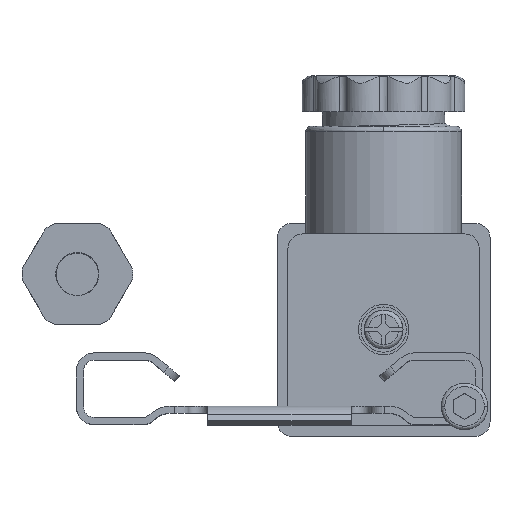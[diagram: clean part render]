
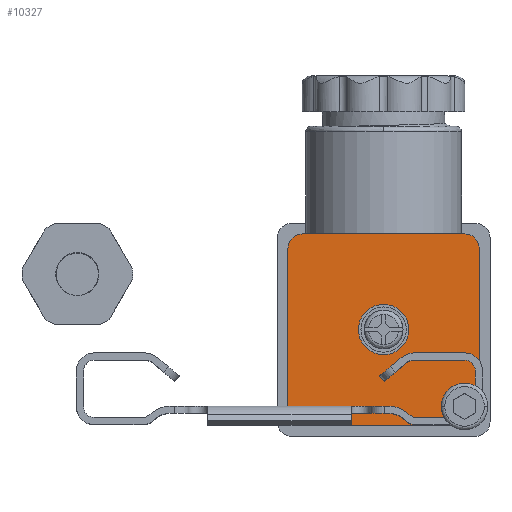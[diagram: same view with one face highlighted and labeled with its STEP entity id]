
A CAD part, top view. The second image highlights one B-rep face of the part: STEP entity #10327.
In plain terms, the highlighted planar face has unit normal (0, 0, 1).
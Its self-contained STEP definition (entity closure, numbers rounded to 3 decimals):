
#223 = EDGE_CURVE ( 'NONE', #31688, #27939, #21665, .T. ) ;
#287 = AXIS2_PLACEMENT_3D ( 'NONE', #21296, #11152, #32585 ) ;
#563 = AXIS2_PLACEMENT_3D ( 'NONE', #21994, #32273, #32602 ) ;
#813 = LINE ( 'NONE', #16166, #4105 ) ;
#1090 = DIRECTION ( 'NONE',  ( 0., -1., 0. ) ) ;
#1202 = CARTESIAN_POINT ( 'NONE',  ( 39.238, 13.3, -15.24 ) ) ;
#2174 = EDGE_CURVE ( 'NONE', #17787, #24153, #5326, .T. ) ;
#2710 = CARTESIAN_POINT ( 'NONE',  ( 54.038, 26.6, -15.24 ) ) ;
#2837 = DIRECTION ( 'NONE',  ( -1., 0., 0. ) ) ;
#2863 = VERTEX_POINT ( 'NONE', #23706 ) ;
#3095 = DIRECTION ( 'NONE',  ( 0., -1., 0. ) ) ;
#3576 = VECTOR ( 'NONE', #1090, 1000. ) ;
#3927 = EDGE_LOOP ( 'NONE', ( #32111, #17376, #11880, #10716, #28887, #12802, #18406, #14992 ) ) ;
#3974 = CARTESIAN_POINT ( 'NONE',  ( 56.038, 2., -15.24 ) ) ;
#4105 = VECTOR ( 'NONE', #2837, 1000. ) ;
#4326 = DIRECTION ( 'NONE',  ( 0., 0., -1. ) ) ;
#4482 = DIRECTION ( 'NONE',  ( -1., 0., 0. ) ) ;
#4502 = VERTEX_POINT ( 'NONE', #22751 ) ;
#5313 = EDGE_CURVE ( 'NONE', #26918, #31688, #5553, .T. ) ;
#5325 = CARTESIAN_POINT ( 'NONE',  ( 54.038, 2., -15.24 ) ) ;
#5326 = CIRCLE ( 'NONE', #22049, 2. ) ;
#5553 = LINE ( 'NONE', #29022, #26749 ) ;
#5888 = EDGE_CURVE ( 'NONE', #27172, #17787, #813, .T. ) ;
#7363 = CARTESIAN_POINT ( 'NONE',  ( 29.438, 26.6, -15.24 ) ) ;
#7656 = VERTEX_POINT ( 'NONE', #1202 ) ;
#9253 = DIRECTION ( 'NONE',  ( 0., 0., 1. ) ) ;
#9446 = CIRCLE ( 'NONE', #287, 2. ) ;
#9553 = PLANE ( 'NONE',  #9742 ) ;
#9742 = AXIS2_PLACEMENT_3D ( 'NONE', #7363, #4326, #27789 ) ;
#9788 = EDGE_CURVE ( 'NONE', #2863, #7656, #32908, .T. ) ;
#9873 = CARTESIAN_POINT ( 'NONE',  ( 42.738, 13.3, -15.24 ) ) ;
#10327 = ADVANCED_FACE ( 'NONE', ( #19851, #30657 ), #9553, .F. ) ;
#10716 = ORIENTED_EDGE ( 'NONE', *, *, #5313, .T. ) ;
#11152 = DIRECTION ( 'NONE',  ( 0., 0., 1. ) ) ;
#11880 = ORIENTED_EDGE ( 'NONE', *, *, #23413, .T. ) ;
#12802 = ORIENTED_EDGE ( 'NONE', *, *, #20410, .T. ) ;
#13224 = CARTESIAN_POINT ( 'NONE',  ( 31.438, 2., -15.24 ) ) ;
#13322 = CIRCLE ( 'NONE', #27362, 2. ) ;
#13918 = LINE ( 'NONE', #24230, #3576 ) ;
#14910 = AXIS2_PLACEMENT_3D ( 'NONE', #9873, #30491, #4482 ) ;
#14992 = ORIENTED_EDGE ( 'NONE', *, *, #5888, .T. ) ;
#15366 = VECTOR ( 'NONE', #20121, 1000. ) ;
#16166 = CARTESIAN_POINT ( 'NONE',  ( 42.738, 26.6, -15.24 ) ) ;
#16244 = AXIS2_PLACEMENT_3D ( 'NONE', #5325, #26584, #16281 ) ;
#16281 = DIRECTION ( 'NONE',  ( 0., -1., 0. ) ) ;
#16424 = CARTESIAN_POINT ( 'NONE',  ( 31.438, 0., -15.24 ) ) ;
#16585 = CIRCLE ( 'NONE', #14910, 3.5 ) ;
#17376 = ORIENTED_EDGE ( 'NONE', *, *, #22367, .T. ) ;
#17787 = VERTEX_POINT ( 'NONE', #32394 ) ;
#17917 = CARTESIAN_POINT ( 'NONE',  ( 56.038, 13.3, -15.24 ) ) ;
#18406 = ORIENTED_EDGE ( 'NONE', *, *, #20446, .T. ) ;
#18561 = CARTESIAN_POINT ( 'NONE',  ( 56.038, 24.6, -15.24 ) ) ;
#19851 = FACE_BOUND ( 'NONE', #32517, .T. ) ;
#20121 = DIRECTION ( 'NONE',  ( 0., 1., 0. ) ) ;
#20136 = CARTESIAN_POINT ( 'NONE',  ( 54.038, 0., -15.24 ) ) ;
#20410 = EDGE_CURVE ( 'NONE', #27939, #21141, #30267, .T. ) ;
#20421 = CARTESIAN_POINT ( 'NONE',  ( 29.438, 24.6, -15.24 ) ) ;
#20436 = ORIENTED_EDGE ( 'NONE', *, *, #9788, .F. ) ;
#20446 = EDGE_CURVE ( 'NONE', #21141, #27172, #9446, .T. ) ;
#21141 = VERTEX_POINT ( 'NONE', #18561 ) ;
#21190 = ORIENTED_EDGE ( 'NONE', *, *, #25204, .F. ) ;
#21296 = CARTESIAN_POINT ( 'NONE',  ( 54.038, 24.6, -15.24 ) ) ;
#21665 = CIRCLE ( 'NONE', #16244, 2. ) ;
#21760 = DIRECTION ( 'NONE',  ( 0., -1., 0. ) ) ;
#21994 = CARTESIAN_POINT ( 'NONE',  ( 42.738, 13.3, -15.24 ) ) ;
#22049 = AXIS2_PLACEMENT_3D ( 'NONE', #22261, #9253, #21760 ) ;
#22261 = CARTESIAN_POINT ( 'NONE',  ( 31.438, 24.6, -15.24 ) ) ;
#22367 = EDGE_CURVE ( 'NONE', #24153, #4502, #13918, .T. ) ;
#22751 = CARTESIAN_POINT ( 'NONE',  ( 29.438, 2., -15.24 ) ) ;
#23413 = EDGE_CURVE ( 'NONE', #4502, #26918, #13322, .T. ) ;
#23706 = CARTESIAN_POINT ( 'NONE',  ( 46.238, 13.3, -15.24 ) ) ;
#24153 = VERTEX_POINT ( 'NONE', #20421 ) ;
#24230 = CARTESIAN_POINT ( 'NONE',  ( 29.438, 13.3, -15.24 ) ) ;
#25204 = EDGE_CURVE ( 'NONE', #7656, #2863, #16585, .T. ) ;
#26061 = DIRECTION ( 'NONE',  ( 0., 0., 1. ) ) ;
#26584 = DIRECTION ( 'NONE',  ( 0., 0., 1. ) ) ;
#26749 = VECTOR ( 'NONE', #31371, 1000. ) ;
#26918 = VERTEX_POINT ( 'NONE', #16424 ) ;
#27172 = VERTEX_POINT ( 'NONE', #2710 ) ;
#27362 = AXIS2_PLACEMENT_3D ( 'NONE', #13224, #26061, #3095 ) ;
#27789 = DIRECTION ( 'NONE',  ( 0., 1., 0. ) ) ;
#27939 = VERTEX_POINT ( 'NONE', #3974 ) ;
#28887 = ORIENTED_EDGE ( 'NONE', *, *, #223, .T. ) ;
#29022 = CARTESIAN_POINT ( 'NONE',  ( 42.738, 0., -15.24 ) ) ;
#30267 = LINE ( 'NONE', #17917, #15366 ) ;
#30491 = DIRECTION ( 'NONE',  ( 0., 0., 1. ) ) ;
#30657 = FACE_OUTER_BOUND ( 'NONE', #3927, .T. ) ;
#31371 = DIRECTION ( 'NONE',  ( 1., 0., 0. ) ) ;
#31688 = VERTEX_POINT ( 'NONE', #20136 ) ;
#32111 = ORIENTED_EDGE ( 'NONE', *, *, #2174, .T. ) ;
#32273 = DIRECTION ( 'NONE',  ( 0., 0., 1. ) ) ;
#32394 = CARTESIAN_POINT ( 'NONE',  ( 31.438, 26.6, -15.24 ) ) ;
#32517 = EDGE_LOOP ( 'NONE', ( #21190, #20436 ) ) ;
#32585 = DIRECTION ( 'NONE',  ( 0., -1., 0. ) ) ;
#32602 = DIRECTION ( 'NONE',  ( -1., 0., 0. ) ) ;
#32908 = CIRCLE ( 'NONE', #563, 3.5 ) ;
